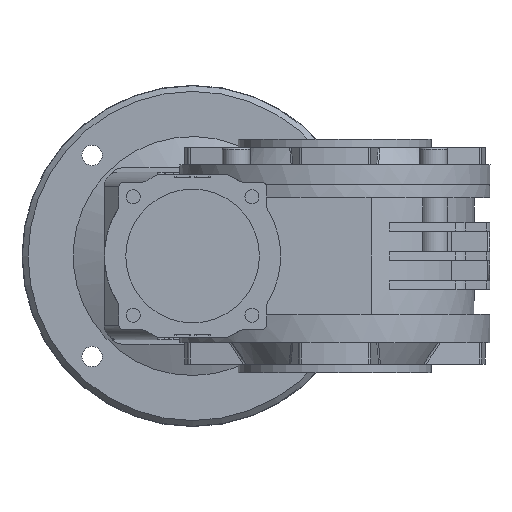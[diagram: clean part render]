
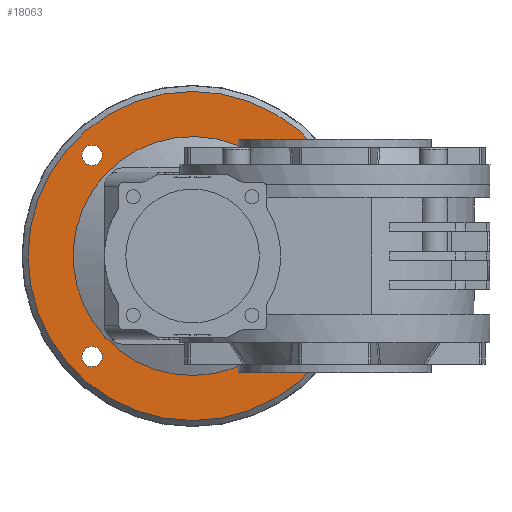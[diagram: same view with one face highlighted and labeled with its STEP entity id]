
A CAD part, left-side view. The second image highlights one B-rep face of the part: STEP entity #18063.
In plain terms, the highlighted face is planar.
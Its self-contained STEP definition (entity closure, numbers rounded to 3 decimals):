
#984=CIRCLE('',#19246,3.575);
#985=CIRCLE('',#19247,3.575);
#986=CIRCLE('',#19248,3.575);
#987=CIRCLE('',#19249,3.575);
#988=CIRCLE('',#19250,42.);
#989=CIRCLE('',#19251,57.86);
#4508=ORIENTED_EDGE('',*,*,#6474,.T.);
#4509=ORIENTED_EDGE('',*,*,#6475,.T.);
#4510=ORIENTED_EDGE('',*,*,#6476,.T.);
#4511=ORIENTED_EDGE('',*,*,#6477,.T.);
#4512=ORIENTED_EDGE('',*,*,#6478,.F.);
#4513=ORIENTED_EDGE('',*,*,#6479,.T.);
#6474=EDGE_CURVE('',#7745,#7745,#984,.T.);
#6475=EDGE_CURVE('',#7746,#7746,#985,.T.);
#6476=EDGE_CURVE('',#7747,#7747,#986,.T.);
#6477=EDGE_CURVE('',#7748,#7748,#987,.T.);
#6478=EDGE_CURVE('',#7749,#7749,#988,.T.);
#6479=EDGE_CURVE('',#7750,#7750,#989,.T.);
#7745=VERTEX_POINT('',#30169);
#7746=VERTEX_POINT('',#30171);
#7747=VERTEX_POINT('',#30173);
#7748=VERTEX_POINT('',#30175);
#7749=VERTEX_POINT('',#30177);
#7750=VERTEX_POINT('',#30179);
#10883=EDGE_LOOP('',(#4508));
#10884=EDGE_LOOP('',(#4509));
#10885=EDGE_LOOP('',(#4510));
#10886=EDGE_LOOP('',(#4511));
#10887=EDGE_LOOP('',(#4512));
#10888=EDGE_LOOP('',(#4513));
#11784=FACE_BOUND('',#10883,.T.);
#11785=FACE_BOUND('',#10884,.T.);
#11786=FACE_BOUND('',#10885,.T.);
#11787=FACE_BOUND('',#10886,.T.);
#11788=FACE_BOUND('',#10887,.T.);
#11789=FACE_BOUND('',#10888,.T.);
#12287=PLANE('',#19245);
#18063=ADVANCED_FACE('',(#11784,#11785,#11786,#11787,#11788,#11789),#12287,
 .F.);
#19245=AXIS2_PLACEMENT_3D('',#30167,#22684,#22685);
#19246=AXIS2_PLACEMENT_3D('',#30168,#22686,#22687);
#19247=AXIS2_PLACEMENT_3D('',#30170,#22688,#22689);
#19248=AXIS2_PLACEMENT_3D('',#30172,#22690,#22691);
#19249=AXIS2_PLACEMENT_3D('',#30174,#22692,#22693);
#19250=AXIS2_PLACEMENT_3D('',#30176,#22694,#22695);
#19251=AXIS2_PLACEMENT_3D('',#30178,#22696,#22697);
#22684=DIRECTION('',(0.,1.,0.));
#22685=DIRECTION('',(0.,0.,1.));
#22686=DIRECTION('',(0.,1.,0.));
#22687=DIRECTION('',(0.,0.,1.));
#22688=DIRECTION('',(0.,1.,0.));
#22689=DIRECTION('',(0.,0.,1.));
#22690=DIRECTION('',(0.,1.,0.));
#22691=DIRECTION('',(0.,0.,1.));
#22692=DIRECTION('',(0.,1.,0.));
#22693=DIRECTION('',(0.,0.,1.));
#22694=DIRECTION('',(0.,-1.,0.));
#22695=DIRECTION('',(0.,0.,-1.));
#22696=DIRECTION('',(0.,-1.,0.));
#22697=DIRECTION('',(0.,0.,-1.));
#30167=CARTESIAN_POINT('',(0.,10.2,57.86));
#30168=CARTESIAN_POINT('',(-35.355,10.2,35.355));
#30169=CARTESIAN_POINT('',(-35.355,10.2,38.93));
#30170=CARTESIAN_POINT('',(-35.355,10.2,-35.355));
#30171=CARTESIAN_POINT('',(-35.355,10.2,-31.78));
#30172=CARTESIAN_POINT('',(35.355,10.2,-35.355));
#30173=CARTESIAN_POINT('',(35.355,10.2,-31.78));
#30174=CARTESIAN_POINT('',(35.355,10.2,35.355));
#30175=CARTESIAN_POINT('',(35.355,10.2,38.93));
#30176=CARTESIAN_POINT('',(0.,10.2,0.));
#30177=CARTESIAN_POINT('',(0.,10.2,-42.));
#30178=CARTESIAN_POINT('',(0.,10.2,0.));
#30179=CARTESIAN_POINT('',(0.,10.2,-57.86));
